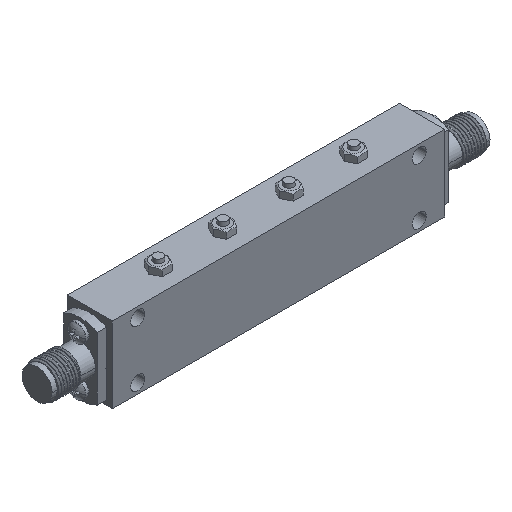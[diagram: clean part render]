
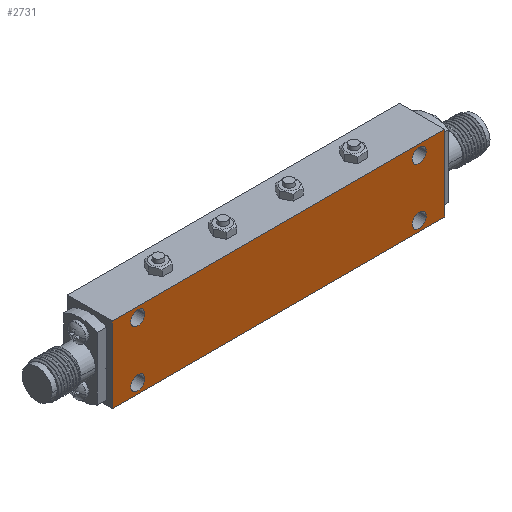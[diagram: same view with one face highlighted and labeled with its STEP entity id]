
A CAD part, isometric view. The second image highlights one B-rep face of the part: STEP entity #2731.
In plain terms, the highlighted planar face has unit normal (0, -1, 0).
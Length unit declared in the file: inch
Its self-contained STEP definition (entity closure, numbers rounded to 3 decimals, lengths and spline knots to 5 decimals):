
#77 = CARTESIAN_POINT ( 'NONE',  ( 1.03346, -0.15748, 0.20669 ) ) ;
#688 = ORIENTED_EDGE ( 'NONE', *, *, #5804, .T. ) ;
#836 = DIRECTION ( 'NONE',  ( 0., -1., 0. ) ) ;
#877 = VERTEX_POINT ( 'NONE', #4040 ) ;
#896 = DIRECTION ( 'NONE',  ( 0., -1., 0. ) ) ;
#933 = DIRECTION ( 'NONE',  ( 0., -1., 0. ) ) ;
#1387 = LINE ( 'NONE', #12413, #17725 ) ;
#1414 = DIRECTION ( 'NONE',  ( 0., -1., 0. ) ) ;
#1797 = VECTOR ( 'NONE', #5203, 39.37008 ) ;
#2152 = CIRCLE ( 'NONE', #14173, 0.04921 ) ;
#2609 = ORIENTED_EDGE ( 'NONE', *, *, #5619, .F. ) ;
#2642 = AXIS2_PLACEMENT_3D ( 'NONE', #16849, #896, #2857 ) ;
#2676 = FACE_BOUND ( 'NONE', #20679, .T. ) ;
#2731 = ADVANCED_FACE ( 'NONE', ( #20665, #2676, #13491, #11841, #15625 ), #2906, .T. ) ;
#2857 = DIRECTION ( 'NONE',  ( 1., 0., 0. ) ) ;
#2893 = CARTESIAN_POINT ( 'NONE',  ( -0.98425, -0.15748, 0.20669 ) ) ;
#2906 = PLANE ( 'NONE',  #16598 ) ;
#2936 = EDGE_LOOP ( 'NONE', ( #688, #19346, #8361, #8121 ) ) ;
#2984 = DIRECTION ( 'NONE',  ( -1., 0., 0. ) ) ;
#3214 = AXIS2_PLACEMENT_3D ( 'NONE', #19083, #11680, #2984 ) ;
#3336 = CIRCLE ( 'NONE', #19495, 0.04921 ) ;
#3553 = DIRECTION ( 'NONE',  ( 0., -1., 0. ) ) ;
#3646 = EDGE_CURVE ( 'NONE', #16611, #16787, #19827, .T. ) ;
#3669 = EDGE_CURVE ( 'NONE', #16787, #14086, #11694, .T. ) ;
#3726 = VERTEX_POINT ( 'NONE', #5072 ) ;
#4040 = CARTESIAN_POINT ( 'NONE',  ( -1.03346, -0.15748, -0.18701 ) ) ;
#4633 = CARTESIAN_POINT ( 'NONE',  ( 0.98425, -0.15748, 0.20669 ) ) ;
#5016 = EDGE_CURVE ( 'NONE', #12398, #22025, #2152, .T. ) ;
#5072 = CARTESIAN_POINT ( 'NONE',  ( 0.93504, -0.15748, 0.20669 ) ) ;
#5203 = DIRECTION ( 'NONE',  ( 0., 0., 1. ) ) ;
#5619 = EDGE_CURVE ( 'NONE', #13545, #15234, #3336, .T. ) ;
#5728 = CIRCLE ( 'NONE', #8781, 0.04921 ) ;
#5804 = EDGE_CURVE ( 'NONE', #14086, #7572, #17798, .T. ) ;
#5970 = ORIENTED_EDGE ( 'NONE', *, *, #17362, .F. ) ;
#6169 = CARTESIAN_POINT ( 'NONE',  ( -0.93504, -0.15748, 0.20669 ) ) ;
#6361 = EDGE_CURVE ( 'NONE', #22025, #12398, #5728, .T. ) ;
#6636 = DIRECTION ( 'NONE',  ( -1., 0., 0. ) ) ;
#7124 = ORIENTED_EDGE ( 'NONE', *, *, #19993, .F. ) ;
#7215 = CARTESIAN_POINT ( 'NONE',  ( 1.03346, -0.15748, -0.18701 ) ) ;
#7442 = CARTESIAN_POINT ( 'NONE',  ( -0.98425, -0.15748, 0.20669 ) ) ;
#7564 = CARTESIAN_POINT ( 'NONE',  ( -1.16142, -0.15748, -0.25591 ) ) ;
#7572 = VERTEX_POINT ( 'NONE', #23058 ) ;
#7775 = VECTOR ( 'NONE', #18854, 39.37008 ) ;
#8121 = ORIENTED_EDGE ( 'NONE', *, *, #3669, .T. ) ;
#8193 = DIRECTION ( 'NONE',  ( 1., 0., 0. ) ) ;
#8221 = EDGE_CURVE ( 'NONE', #877, #20570, #10731, .T. ) ;
#8361 = ORIENTED_EDGE ( 'NONE', *, *, #3646, .T. ) ;
#8781 = AXIS2_PLACEMENT_3D ( 'NONE', #7442, #14761, #9130 ) ;
#8860 = DIRECTION ( 'NONE',  ( -1., 0., 0. ) ) ;
#9130 = DIRECTION ( 'NONE',  ( 1., 0., 0. ) ) ;
#9370 = CARTESIAN_POINT ( 'NONE',  ( -1.16142, -0.15748, 0.27559 ) ) ;
#9487 = AXIS2_PLACEMENT_3D ( 'NONE', #15970, #1414, #17478 ) ;
#9495 = DIRECTION ( 'NONE',  ( -1., 0., 0. ) ) ;
#9880 = CARTESIAN_POINT ( 'NONE',  ( 1.16142, -0.15748, -0.25591 ) ) ;
#9976 = CARTESIAN_POINT ( 'NONE',  ( -0.93504, -0.15748, -0.18701 ) ) ;
#10731 = CIRCLE ( 'NONE', #3214, 0.04921 ) ;
#10766 = DIRECTION ( 'NONE',  ( -1., 0., 0. ) ) ;
#10912 = CIRCLE ( 'NONE', #2642, 0.04921 ) ;
#10985 = AXIS2_PLACEMENT_3D ( 'NONE', #11948, #22272, #17333 ) ;
#11077 = CIRCLE ( 'NONE', #20852, 0.04921 ) ;
#11680 = DIRECTION ( 'NONE',  ( 0., -1., 0. ) ) ;
#11694 = LINE ( 'NONE', #7564, #7775 ) ;
#11769 = ORIENTED_EDGE ( 'NONE', *, *, #5016, .F. ) ;
#11841 = FACE_BOUND ( 'NONE', #16860, .T. ) ;
#11948 = CARTESIAN_POINT ( 'NONE',  ( -0.98425, -0.15748, -0.18701 ) ) ;
#11982 = ORIENTED_EDGE ( 'NONE', *, *, #6361, .F. ) ;
#12398 = VERTEX_POINT ( 'NONE', #15463 ) ;
#12413 = CARTESIAN_POINT ( 'NONE',  ( 1.16142, -0.15748, 0.27559 ) ) ;
#12597 = ORIENTED_EDGE ( 'NONE', *, *, #15935, .F. ) ;
#12769 = DIRECTION ( 'NONE',  ( 0., 0., -1. ) ) ;
#13491 = FACE_BOUND ( 'NONE', #20930, .T. ) ;
#13545 = VERTEX_POINT ( 'NONE', #16585 ) ;
#13801 = VECTOR ( 'NONE', #12769, 39.37008 ) ;
#13806 = CARTESIAN_POINT ( 'NONE',  ( -1.16142, -0.15748, 0.27559 ) ) ;
#14086 = VERTEX_POINT ( 'NONE', #9880 ) ;
#14173 = AXIS2_PLACEMENT_3D ( 'NONE', #2893, #3553, #8860 ) ;
#14462 = CARTESIAN_POINT ( 'NONE',  ( -1.16142, -0.15748, -0.25591 ) ) ;
#14761 = DIRECTION ( 'NONE',  ( 0., -1., 0. ) ) ;
#14969 = VERTEX_POINT ( 'NONE', #77 ) ;
#15234 = VERTEX_POINT ( 'NONE', #7215 ) ;
#15353 = EDGE_CURVE ( 'NONE', #20570, #877, #16969, .T. ) ;
#15463 = CARTESIAN_POINT ( 'NONE',  ( -1.03346, -0.15748, 0.20669 ) ) ;
#15495 = EDGE_CURVE ( 'NONE', #7572, #16611, #1387, .T. ) ;
#15621 = DIRECTION ( 'NONE',  ( 0., -1., 0. ) ) ;
#15625 = FACE_OUTER_BOUND ( 'NONE', #2936, .T. ) ;
#15935 = EDGE_CURVE ( 'NONE', #15234, #13545, #16989, .T. ) ;
#15970 = CARTESIAN_POINT ( 'NONE',  ( 0.98425, -0.15748, -0.18701 ) ) ;
#16585 = CARTESIAN_POINT ( 'NONE',  ( 0.93504, -0.15748, -0.18701 ) ) ;
#16598 = AXIS2_PLACEMENT_3D ( 'NONE', #17006, #836, #8193 ) ;
#16611 = VERTEX_POINT ( 'NONE', #13806 ) ;
#16787 = VERTEX_POINT ( 'NONE', #14462 ) ;
#16849 = CARTESIAN_POINT ( 'NONE',  ( 0.98425, -0.15748, 0.20669 ) ) ;
#16860 = EDGE_LOOP ( 'NONE', ( #22213, #17579 ) ) ;
#16969 = CIRCLE ( 'NONE', #10985, 0.04921 ) ;
#16989 = CIRCLE ( 'NONE', #9487, 0.04921 ) ;
#17006 = CARTESIAN_POINT ( 'NONE',  ( 0., -0.15748, 0. ) ) ;
#17333 = DIRECTION ( 'NONE',  ( 1., 0., 0. ) ) ;
#17362 = EDGE_CURVE ( 'NONE', #3726, #14969, #11077, .T. ) ;
#17478 = DIRECTION ( 'NONE',  ( 1., 0., 0. ) ) ;
#17579 = ORIENTED_EDGE ( 'NONE', *, *, #15353, .F. ) ;
#17725 = VECTOR ( 'NONE', #10766, 39.37008 ) ;
#17798 = LINE ( 'NONE', #21359, #1797 ) ;
#18854 = DIRECTION ( 'NONE',  ( 1., 0., 0. ) ) ;
#19083 = CARTESIAN_POINT ( 'NONE',  ( -0.98425, -0.15748, -0.18701 ) ) ;
#19346 = ORIENTED_EDGE ( 'NONE', *, *, #15495, .T. ) ;
#19495 = AXIS2_PLACEMENT_3D ( 'NONE', #20655, #933, #9495 ) ;
#19827 = LINE ( 'NONE', #9370, #13801 ) ;
#19993 = EDGE_CURVE ( 'NONE', #14969, #3726, #10912, .T. ) ;
#20570 = VERTEX_POINT ( 'NONE', #9976 ) ;
#20655 = CARTESIAN_POINT ( 'NONE',  ( 0.98425, -0.15748, -0.18701 ) ) ;
#20665 = FACE_BOUND ( 'NONE', #21342, .T. ) ;
#20679 = EDGE_LOOP ( 'NONE', ( #5970, #7124 ) ) ;
#20852 = AXIS2_PLACEMENT_3D ( 'NONE', #4633, #15621, #6636 ) ;
#20930 = EDGE_LOOP ( 'NONE', ( #11769, #11982 ) ) ;
#21342 = EDGE_LOOP ( 'NONE', ( #2609, #12597 ) ) ;
#21359 = CARTESIAN_POINT ( 'NONE',  ( 1.16142, -0.15748, -0.25591 ) ) ;
#22025 = VERTEX_POINT ( 'NONE', #6169 ) ;
#22213 = ORIENTED_EDGE ( 'NONE', *, *, #8221, .F. ) ;
#22272 = DIRECTION ( 'NONE',  ( 0., -1., 0. ) ) ;
#23058 = CARTESIAN_POINT ( 'NONE',  ( 1.16142, -0.15748, 0.27559 ) ) ;
